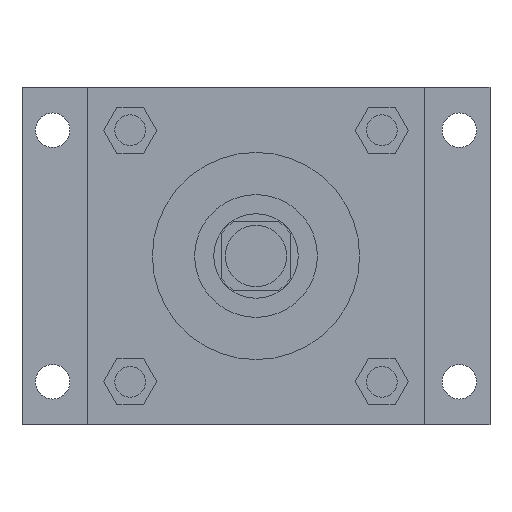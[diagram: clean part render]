
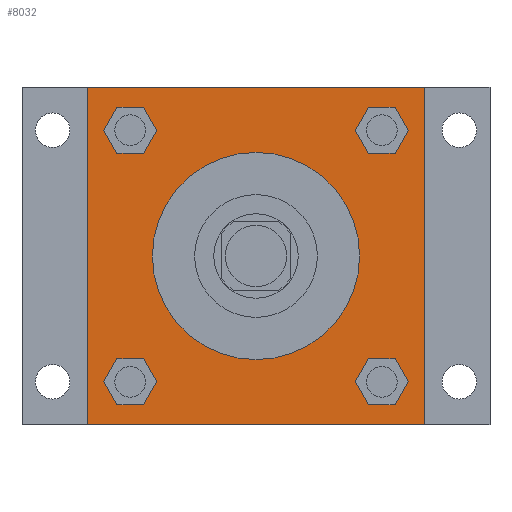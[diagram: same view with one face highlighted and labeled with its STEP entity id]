
A CAD part, front view. The second image highlights one B-rep face of the part: STEP entity #8032.
In plain terms, the highlighted planar face has unit normal (0, -1, 0).
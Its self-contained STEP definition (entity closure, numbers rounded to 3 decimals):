
#451=EDGE_CURVE('',#457,#457,#452,.T.);
#452=CIRCLE('',#453,42.863);
#453=AXIS2_PLACEMENT_3D('',#454,#455,#456);
#454=CARTESIAN_POINT('',(0.,41.275,0.));
#455=DIRECTION('',(0.,1.,0.));
#456=DIRECTION('',(1.,0.,0.));
#457=VERTEX_POINT('',#458);
#458=CARTESIAN_POINT('',(42.863,41.275,0.));
#597=VERTEX_POINT('',#598);
#598=CARTESIAN_POINT('',(69.85,41.275,-69.85));
#599=EDGE_CURVE('',#604,#597,#600,.T.);
#600=LINE('',#601,#602);
#601=CARTESIAN_POINT('',(-69.85,41.275,-69.85));
#602=VECTOR('',#603,1.);
#603=DIRECTION('',(1.,0.,0.));
#604=VERTEX_POINT('',#605);
#605=CARTESIAN_POINT('',(-69.85,41.275,-69.85));
#638=VERTEX_POINT('',#639);
#639=CARTESIAN_POINT('',(-69.85,41.275,69.85));
#640=EDGE_CURVE('',#645,#638,#641,.T.);
#641=LINE('',#642,#643);
#642=CARTESIAN_POINT('',(69.85,41.275,69.85));
#643=VECTOR('',#644,1.);
#644=DIRECTION('',(-1.,0.,0.));
#645=VERTEX_POINT('',#646);
#646=CARTESIAN_POINT('',(69.85,41.275,69.85));
#674=EDGE_CURVE('',#638,#604,#675,.T.);
#675=LINE('',#676,#677);
#676=CARTESIAN_POINT('',(-69.85,41.275,69.85));
#677=VECTOR('',#678,1.);
#678=DIRECTION('',(0.,0.,-1.));
#701=EDGE_CURVE('',#597,#645,#702,.T.);
#702=LINE('',#703,#704);
#703=CARTESIAN_POINT('',(69.85,41.275,-69.85));
#704=VECTOR('',#705,1.);
#705=DIRECTION('',(0.,0.,1.));
#828=FACE_OUTER_BOUND('',#834,.T.);
#829=FACE_BOUND('',#835,.T.);
#830=FACE_BOUND('',#836,.T.);
#831=FACE_BOUND('',#837,.T.);
#832=FACE_BOUND('',#838,.T.);
#833=FACE_BOUND('',#839,.T.);
#834=EDGE_LOOP('',(#840,#841,#842,#843,#844,#845));
#835=EDGE_LOOP('',(#888,#889,#890,#891,#892,#893));
#836=EDGE_LOOP('',(#936,#937,#938,#939));
#837=EDGE_LOOP('',(#940));
#838=EDGE_LOOP('',(#949,#950,#951,#952,#953,#954));
#839=EDGE_LOOP('',(#997,#998,#999,#1000,#1001,#1002));
#840=ORIENTED_EDGE('',*,*,#846,.F.);
#841=ORIENTED_EDGE('',*,*,#855,.F.);
#842=ORIENTED_EDGE('',*,*,#862,.F.);
#843=ORIENTED_EDGE('',*,*,#869,.F.);
#844=ORIENTED_EDGE('',*,*,#876,.F.);
#845=ORIENTED_EDGE('',*,*,#883,.F.);
#846=EDGE_CURVE('',#851,#852,#847,.T.);
#847=LINE('',#848,#849);
#848=CARTESIAN_POINT('',(-63.069,41.275,-52.07));
#849=VECTOR('',#850,1.);
#850=DIRECTION('',(0.5,0.,-0.866));
#851=VERTEX_POINT('',#853);
#852=VERTEX_POINT('',#854);
#853=CARTESIAN_POINT('',(-63.069,41.275,-52.07));
#854=CARTESIAN_POINT('',(-57.569,41.275,-61.595));
#855=EDGE_CURVE('',#860,#851,#856,.T.);
#856=LINE('',#857,#858);
#857=CARTESIAN_POINT('',(-57.569,41.275,-42.545));
#858=VECTOR('',#859,1.);
#859=DIRECTION('',(-0.5,0.,-0.866));
#860=VERTEX_POINT('',#861);
#861=CARTESIAN_POINT('',(-57.569,41.275,-42.545));
#862=EDGE_CURVE('',#867,#860,#863,.T.);
#863=LINE('',#864,#865);
#864=CARTESIAN_POINT('',(-46.571,41.275,-42.545));
#865=VECTOR('',#866,1.);
#866=DIRECTION('',(-1.,0.,0.));
#867=VERTEX_POINT('',#868);
#868=CARTESIAN_POINT('',(-46.571,41.275,-42.545));
#869=EDGE_CURVE('',#874,#867,#870,.T.);
#870=LINE('',#871,#872);
#871=CARTESIAN_POINT('',(-41.071,41.275,-52.07));
#872=VECTOR('',#873,1.);
#873=DIRECTION('',(-0.5,0.,0.866));
#874=VERTEX_POINT('',#875);
#875=CARTESIAN_POINT('',(-41.071,41.275,-52.07));
#876=EDGE_CURVE('',#881,#874,#877,.T.);
#877=LINE('',#878,#879);
#878=CARTESIAN_POINT('',(-46.571,41.275,-61.595));
#879=VECTOR('',#880,1.);
#880=DIRECTION('',(0.5,0.,0.866));
#881=VERTEX_POINT('',#882);
#882=CARTESIAN_POINT('',(-46.571,41.275,-61.595));
#883=EDGE_CURVE('',#852,#881,#884,.T.);
#884=LINE('',#885,#886);
#885=CARTESIAN_POINT('',(-57.569,41.275,-61.595));
#886=VECTOR('',#887,1.);
#887=DIRECTION('',(1.,0.,0.));
#888=ORIENTED_EDGE('',*,*,#894,.F.);
#889=ORIENTED_EDGE('',*,*,#903,.F.);
#890=ORIENTED_EDGE('',*,*,#910,.F.);
#891=ORIENTED_EDGE('',*,*,#917,.F.);
#892=ORIENTED_EDGE('',*,*,#924,.F.);
#893=ORIENTED_EDGE('',*,*,#931,.F.);
#894=EDGE_CURVE('',#899,#900,#895,.T.);
#895=LINE('',#896,#897);
#896=CARTESIAN_POINT('',(-63.069,41.275,52.07));
#897=VECTOR('',#898,1.);
#898=DIRECTION('',(0.5,0.,-0.866));
#899=VERTEX_POINT('',#901);
#900=VERTEX_POINT('',#902);
#901=CARTESIAN_POINT('',(-63.069,41.275,52.07));
#902=CARTESIAN_POINT('',(-57.569,41.275,42.545));
#903=EDGE_CURVE('',#908,#899,#904,.T.);
#904=LINE('',#905,#906);
#905=CARTESIAN_POINT('',(-57.569,41.275,61.595));
#906=VECTOR('',#907,1.);
#907=DIRECTION('',(-0.5,0.,-0.866));
#908=VERTEX_POINT('',#909);
#909=CARTESIAN_POINT('',(-57.569,41.275,61.595));
#910=EDGE_CURVE('',#915,#908,#911,.T.);
#911=LINE('',#912,#913);
#912=CARTESIAN_POINT('',(-46.571,41.275,61.595));
#913=VECTOR('',#914,1.);
#914=DIRECTION('',(-1.,0.,0.));
#915=VERTEX_POINT('',#916);
#916=CARTESIAN_POINT('',(-46.571,41.275,61.595));
#917=EDGE_CURVE('',#922,#915,#918,.T.);
#918=LINE('',#919,#920);
#919=CARTESIAN_POINT('',(-41.071,41.275,52.07));
#920=VECTOR('',#921,1.);
#921=DIRECTION('',(-0.5,0.,0.866));
#922=VERTEX_POINT('',#923);
#923=CARTESIAN_POINT('',(-41.071,41.275,52.07));
#924=EDGE_CURVE('',#929,#922,#925,.T.);
#925=LINE('',#926,#927);
#926=CARTESIAN_POINT('',(-46.571,41.275,42.545));
#927=VECTOR('',#928,1.);
#928=DIRECTION('',(0.5,0.,0.866));
#929=VERTEX_POINT('',#930);
#930=CARTESIAN_POINT('',(-46.571,41.275,42.545));
#931=EDGE_CURVE('',#900,#929,#932,.T.);
#932=LINE('',#933,#934);
#933=CARTESIAN_POINT('',(-57.569,41.275,42.545));
#934=VECTOR('',#935,1.);
#935=DIRECTION('',(1.,0.,0.));
#936=ORIENTED_EDGE('',*,*,#674,.T.);
#937=ORIENTED_EDGE('',*,*,#599,.T.);
#938=ORIENTED_EDGE('',*,*,#701,.T.);
#939=ORIENTED_EDGE('',*,*,#640,.T.);
#940=ORIENTED_EDGE('',*,*,#451,.F.);
#949=ORIENTED_EDGE('',*,*,#955,.F.);
#950=ORIENTED_EDGE('',*,*,#964,.F.);
#951=ORIENTED_EDGE('',*,*,#971,.F.);
#952=ORIENTED_EDGE('',*,*,#978,.F.);
#953=ORIENTED_EDGE('',*,*,#985,.F.);
#954=ORIENTED_EDGE('',*,*,#992,.F.);
#955=EDGE_CURVE('',#960,#961,#956,.T.);
#956=LINE('',#957,#958);
#957=CARTESIAN_POINT('',(41.071,41.275,-52.07));
#958=VECTOR('',#959,1.);
#959=DIRECTION('',(0.5,0.,-0.866));
#960=VERTEX_POINT('',#962);
#961=VERTEX_POINT('',#963);
#962=CARTESIAN_POINT('',(41.071,41.275,-52.07));
#963=CARTESIAN_POINT('',(46.571,41.275,-61.595));
#964=EDGE_CURVE('',#969,#960,#965,.T.);
#965=LINE('',#966,#967);
#966=CARTESIAN_POINT('',(46.571,41.275,-42.545));
#967=VECTOR('',#968,1.);
#968=DIRECTION('',(-0.5,0.,-0.866));
#969=VERTEX_POINT('',#970);
#970=CARTESIAN_POINT('',(46.571,41.275,-42.545));
#971=EDGE_CURVE('',#976,#969,#972,.T.);
#972=LINE('',#973,#974);
#973=CARTESIAN_POINT('',(57.569,41.275,-42.545));
#974=VECTOR('',#975,1.);
#975=DIRECTION('',(-1.,0.,0.));
#976=VERTEX_POINT('',#977);
#977=CARTESIAN_POINT('',(57.569,41.275,-42.545));
#978=EDGE_CURVE('',#983,#976,#979,.T.);
#979=LINE('',#980,#981);
#980=CARTESIAN_POINT('',(63.069,41.275,-52.07));
#981=VECTOR('',#982,1.);
#982=DIRECTION('',(-0.5,0.,0.866));
#983=VERTEX_POINT('',#984);
#984=CARTESIAN_POINT('',(63.069,41.275,-52.07));
#985=EDGE_CURVE('',#990,#983,#986,.T.);
#986=LINE('',#987,#988);
#987=CARTESIAN_POINT('',(57.569,41.275,-61.595));
#988=VECTOR('',#989,1.);
#989=DIRECTION('',(0.5,0.,0.866));
#990=VERTEX_POINT('',#991);
#991=CARTESIAN_POINT('',(57.569,41.275,-61.595));
#992=EDGE_CURVE('',#961,#990,#993,.T.);
#993=LINE('',#994,#995);
#994=CARTESIAN_POINT('',(46.571,41.275,-61.595));
#995=VECTOR('',#996,1.);
#996=DIRECTION('',(1.,0.,0.));
#997=ORIENTED_EDGE('',*,*,#1003,.F.);
#998=ORIENTED_EDGE('',*,*,#1012,.F.);
#999=ORIENTED_EDGE('',*,*,#1019,.F.);
#1000=ORIENTED_EDGE('',*,*,#1026,.F.);
#1001=ORIENTED_EDGE('',*,*,#1033,.F.);
#1002=ORIENTED_EDGE('',*,*,#1040,.F.);
#1003=EDGE_CURVE('',#1008,#1009,#1004,.T.);
#1004=LINE('',#1005,#1006);
#1005=CARTESIAN_POINT('',(41.071,41.275,52.07));
#1006=VECTOR('',#1007,1.);
#1007=DIRECTION('',(0.5,0.,-0.866));
#1008=VERTEX_POINT('',#1010);
#1009=VERTEX_POINT('',#1011);
#1010=CARTESIAN_POINT('',(41.071,41.275,52.07));
#1011=CARTESIAN_POINT('',(46.571,41.275,42.545));
#1012=EDGE_CURVE('',#1017,#1008,#1013,.T.);
#1013=LINE('',#1014,#1015);
#1014=CARTESIAN_POINT('',(46.571,41.275,61.595));
#1015=VECTOR('',#1016,1.);
#1016=DIRECTION('',(-0.5,0.,-0.866));
#1017=VERTEX_POINT('',#1018);
#1018=CARTESIAN_POINT('',(46.571,41.275,61.595));
#1019=EDGE_CURVE('',#1024,#1017,#1020,.T.);
#1020=LINE('',#1021,#1022);
#1021=CARTESIAN_POINT('',(57.569,41.275,61.595));
#1022=VECTOR('',#1023,1.);
#1023=DIRECTION('',(-1.,0.,0.));
#1024=VERTEX_POINT('',#1025);
#1025=CARTESIAN_POINT('',(57.569,41.275,61.595));
#1026=EDGE_CURVE('',#1031,#1024,#1027,.T.);
#1027=LINE('',#1028,#1029);
#1028=CARTESIAN_POINT('',(63.069,41.275,52.07));
#1029=VECTOR('',#1030,1.);
#1030=DIRECTION('',(-0.5,0.,0.866));
#1031=VERTEX_POINT('',#1032);
#1032=CARTESIAN_POINT('',(63.069,41.275,52.07));
#1033=EDGE_CURVE('',#1038,#1031,#1034,.T.);
#1034=LINE('',#1035,#1036);
#1035=CARTESIAN_POINT('',(57.569,41.275,42.545));
#1036=VECTOR('',#1037,1.);
#1037=DIRECTION('',(0.5,0.,0.866));
#1038=VERTEX_POINT('',#1039);
#1039=CARTESIAN_POINT('',(57.569,41.275,42.545));
#1040=EDGE_CURVE('',#1009,#1038,#1041,.T.);
#1041=LINE('',#1042,#1043);
#1042=CARTESIAN_POINT('',(46.571,41.275,42.545));
#1043=VECTOR('',#1044,1.);
#1044=DIRECTION('',(1.,0.,0.));
#1045=PLANE('',#1046);
#1046=AXIS2_PLACEMENT_3D('',#1047,#1048,#1049);
#1047=CARTESIAN_POINT('',(-69.85,41.275,69.85));
#1048=DIRECTION('',(0.,1.,0.));
#1049=DIRECTION('',(0.,0.,1.));
#8032=ADVANCED_FACE('',(#828,#829,#830,#831,#832,#833),#1045,.F.);
